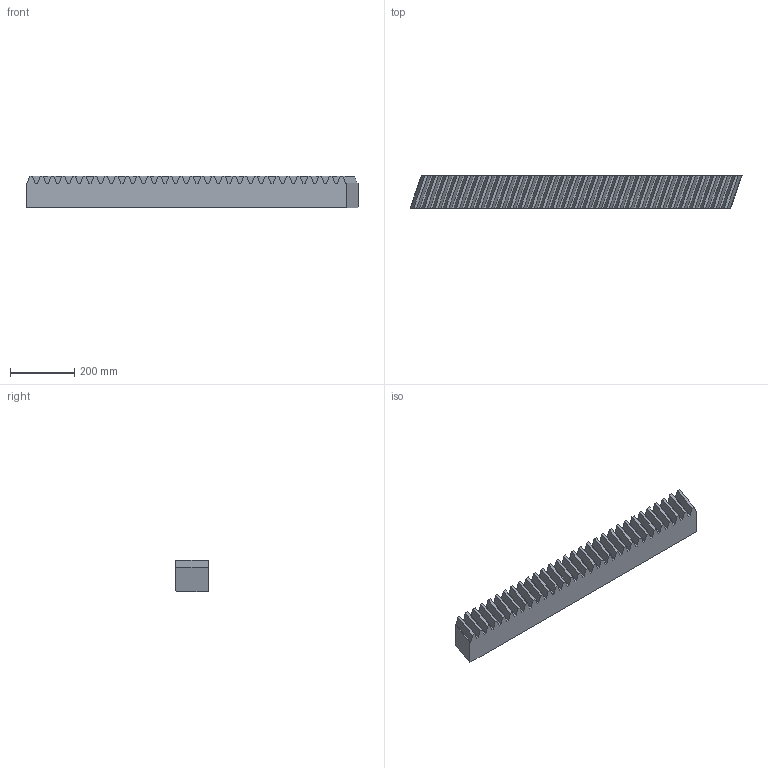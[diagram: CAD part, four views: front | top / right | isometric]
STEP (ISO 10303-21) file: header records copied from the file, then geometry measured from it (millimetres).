
FILE_DESCRIPTION(('STEP AP214'),'1');
FILE_NAME('145-100-110.stp','2017-10-10T14:08:54',('TraceParts'),('TraceParts S.A.'),'Spatial InterOp 3D',' ',' ');
FILE_SCHEMA(('automotive_design'));
Length unit declared in the file: millimetre
Products named in the file (1): 145-100-110
Bounding box: 1033.95 x 100 x 99 mm (x, y, z)
Volume: 8824051.5 mm3; surface area: 491034 mm2
Topology: 1 solids, 1 shells, 127 faces, 375 edges, 250 vertices
Faces by surface type: plane 127
Entity records: 5190 total; most frequent: CARTESIAN_POINT 753, ORIENTED_EDGE 750, DIRECTION 631, EDGE_CURVE 375, LINE 375, VECTOR 375, VERTEX_POINT 250, STYLED_ITEM 128
